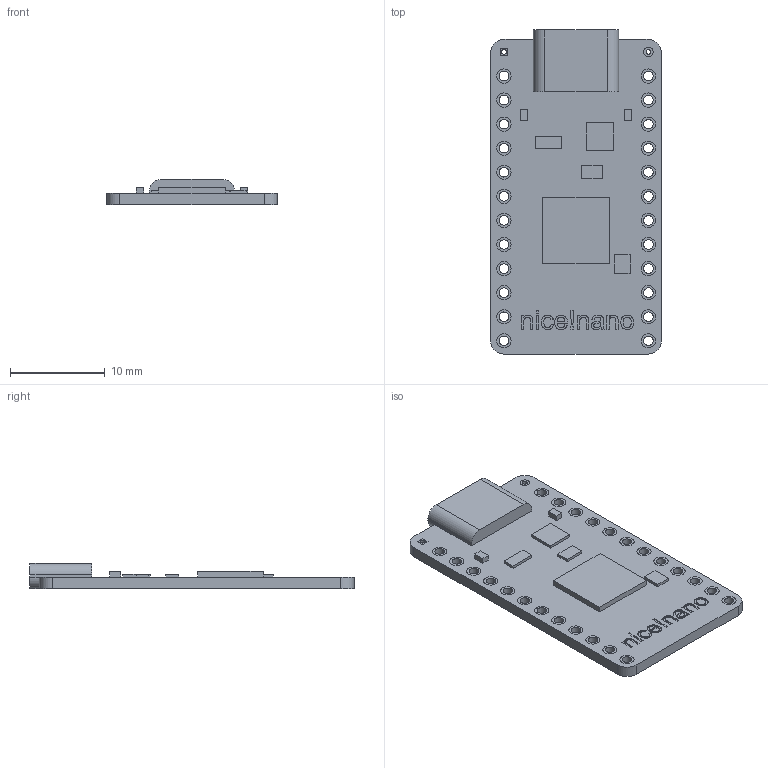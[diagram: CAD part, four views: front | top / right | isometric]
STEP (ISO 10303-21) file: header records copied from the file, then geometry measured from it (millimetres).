
FILE_DESCRIPTION(('HOOPS Exchange Step'),'2;1');
FILE_NAME('temp_export','2023-07-29T09:59:26+09:30',('mobile'),('Shapr3D Limited'),'HOOPS Exchange 2023.1','Shapr3D','Authorized');
FILE_SCHEMA( ('AUTOMOTIVE_DESIGN { 1 0 10303 214 1 1 1 1 }') );
Length unit declared in the file: millimetre
Products named in the file (2): Nice Nano; root
Assembly tree (1 placements, depth 2):
  root
    Nice Nano
Bounding box: 18 x 34.2 x 2.65 mm (x, y, z)
Volume: 731.5 mm3; surface area: 1884.3 mm2
Topology: 28 solids, 28 shells, 300 faces, 666 edges, 444 vertices
Faces by surface type: plane 181, cylinder 88, bspline 31
Full cylindrical faces by diameter (mm): 0.5 x2, 1 x26, 1.5 x48
Entity records: 9324 total; most frequent: CARTESIAN_POINT 2355, ORIENTED_EDGE 1332, DIRECTION 1322, EDGE_CURVE 666, AXIS2_PLACEMENT_3D 447, VERTEX_POINT 444, VECTOR 428, LINE 428
